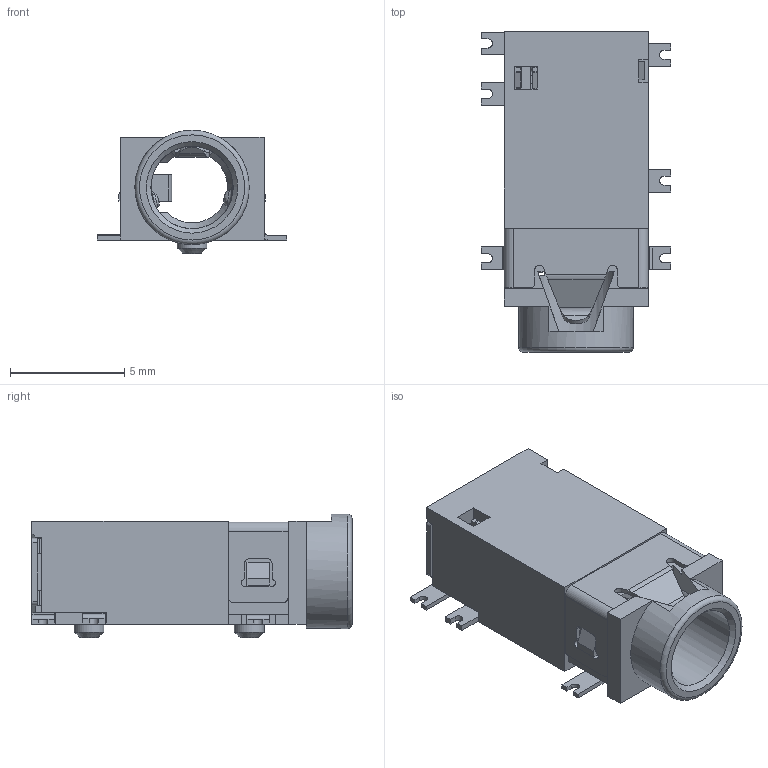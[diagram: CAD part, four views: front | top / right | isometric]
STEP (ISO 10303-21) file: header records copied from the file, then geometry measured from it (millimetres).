
FILE_DESCRIPTION(/* description */ (''),/* implementation_level */ '2;1');
FILE_NAME(/* name */ 'Tensility - 54-00177.step',/* time_stamp */ '2020-08-26T20:17:59+01:00',/* author */ (''),/* organization */ (''),/* preprocessor_version */ 'ST-DEVELOPER v18.1',/* originating_system */ 'Autodesk Translation Framework v9.3.0.1241',/* authorisation */ '');
FILE_SCHEMA (('AUTOMOTIVE_DESIGN { 1 0 10303 214 3 1 1 }'));
Length unit declared in the file: millimetre
Products named in the file (2): Tensility - 54-00177; 54-00177_insulator
Assembly tree (1 placements, depth 2):
  Tensility - 54-00177
    54-00177_insulator
Bounding box: 8.3 x 14 x 5.4 mm (x, y, z)
Volume: 211 mm3; surface area: 817.6 mm2
Topology: 1 solids, 1 shells, 599 faces, 1748 edges, 1137 vertices
Faces by surface type: plane 405, cylinder 153, bspline 27, cone 8, torus 6
Full cylindrical faces by diameter (mm): 1.3 x2, 3.6 x1, 5 x1
Entity records: 21724 total; most frequent: CARTESIAN_POINT 5295, ORIENTED_EDGE 3496, DIRECTION 3221, EDGE_CURVE 1748, LINE 1313, VECTOR 1313, VERTEX_POINT 1137, AXIS2_PLACEMENT_3D 954
